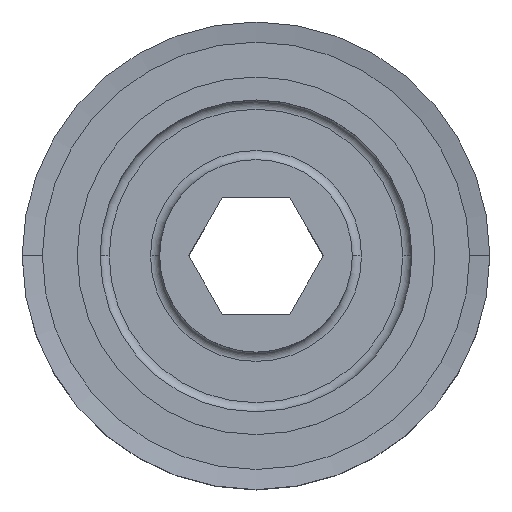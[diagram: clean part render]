
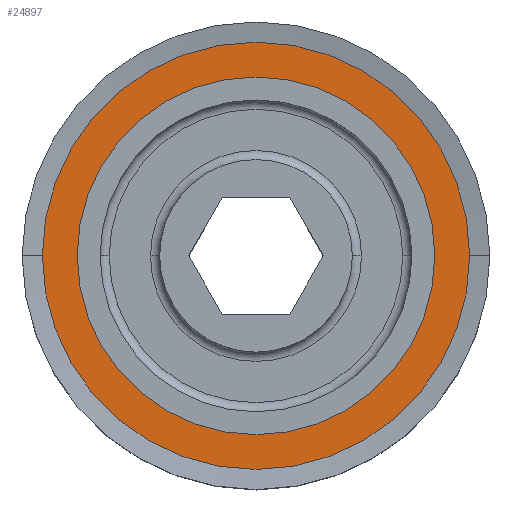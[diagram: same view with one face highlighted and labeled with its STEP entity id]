
A CAD part, top view. The second image highlights one B-rep face of the part: STEP entity #24897.
In plain terms, the highlighted planar face has unit normal (0, 0, 1).
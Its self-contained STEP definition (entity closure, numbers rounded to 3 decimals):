
#274 = CARTESIAN_POINT ( 'NONE',  ( 0., 0., 10.625 ) ) ;
#741 = CIRCLE ( 'NONE', #23030, 19.5 ) ;
#1184 = VERTEX_POINT ( 'NONE', #22275 ) ;
#1492 = CARTESIAN_POINT ( 'NONE',  ( 0., 0., 10.625 ) ) ;
#1653 = DIRECTION ( 'NONE',  ( 0., 0., -1. ) ) ;
#2635 = VERTEX_POINT ( 'NONE', #11711 ) ;
#3045 = CIRCLE ( 'NONE', #11780, 23.3 ) ;
#3448 = EDGE_CURVE ( 'NONE', #7465, #1184, #741, .T. ) ;
#3862 = CARTESIAN_POINT ( 'NONE',  ( 0., 0., 10.625 ) ) ;
#4613 = ORIENTED_EDGE ( 'NONE', *, *, #11664, .F. ) ;
#4699 = CARTESIAN_POINT ( 'NONE',  ( -23.3, 0., 10.625 ) ) ;
#5478 = DIRECTION ( 'NONE',  ( 0., 0., 1. ) ) ;
#5857 = ORIENTED_EDGE ( 'NONE', *, *, #18060, .F. ) ;
#7331 = EDGE_CURVE ( 'NONE', #1184, #7465, #17072, .T. ) ;
#7465 = VERTEX_POINT ( 'NONE', #19705 ) ;
#7984 = CIRCLE ( 'NONE', #21347, 23.3 ) ;
#8681 = EDGE_LOOP ( 'NONE', ( #9522, #10902 ) ) ;
#9522 = ORIENTED_EDGE ( 'NONE', *, *, #7331, .T. ) ;
#9558 = DIRECTION ( 'NONE',  ( -1., 0., 0. ) ) ;
#10902 = ORIENTED_EDGE ( 'NONE', *, *, #3448, .T. ) ;
#11031 = DIRECTION ( 'NONE',  ( 1., 0., 0. ) ) ;
#11198 = DIRECTION ( 'NONE',  ( 0., 0., -1. ) ) ;
#11320 = DIRECTION ( 'NONE',  ( 1., 0., 0. ) ) ;
#11664 = EDGE_CURVE ( 'NONE', #19679, #2635, #7984, .T. ) ;
#11711 = CARTESIAN_POINT ( 'NONE',  ( 23.3, 0., 10.625 ) ) ;
#11780 = AXIS2_PLACEMENT_3D ( 'NONE', #3862, #1653, #9558 ) ;
#12398 = FACE_OUTER_BOUND ( 'NONE', #13368, .T. ) ;
#13368 = EDGE_LOOP ( 'NONE', ( #5857, #4613 ) ) ;
#13872 = DIRECTION ( 'NONE',  ( -1., 0., 0. ) ) ;
#14130 = AXIS2_PLACEMENT_3D ( 'NONE', #22731, #11198, #11031 ) ;
#14360 = AXIS2_PLACEMENT_3D ( 'NONE', #15102, #5478, #11320 ) ;
#15102 = CARTESIAN_POINT ( 'NONE',  ( 0., 0., 10.625 ) ) ;
#17053 = DIRECTION ( 'NONE',  ( 0., 0., -1. ) ) ;
#17072 = CIRCLE ( 'NONE', #14130, 19.5 ) ;
#18060 = EDGE_CURVE ( 'NONE', #2635, #19679, #3045, .T. ) ;
#18580 = PLANE ( 'NONE',  #14360 ) ;
#18830 = DIRECTION ( 'NONE',  ( 1., 0., 0. ) ) ;
#19354 = FACE_BOUND ( 'NONE', #8681, .T. ) ;
#19679 = VERTEX_POINT ( 'NONE', #4699 ) ;
#19705 = CARTESIAN_POINT ( 'NONE',  ( -19.5, 0., 10.625 ) ) ;
#19711 = DIRECTION ( 'NONE',  ( 0., 0., -1. ) ) ;
#21347 = AXIS2_PLACEMENT_3D ( 'NONE', #274, #19711, #13872 ) ;
#22275 = CARTESIAN_POINT ( 'NONE',  ( 19.5, 0., 10.625 ) ) ;
#22731 = CARTESIAN_POINT ( 'NONE',  ( 0., 0., 10.625 ) ) ;
#23030 = AXIS2_PLACEMENT_3D ( 'NONE', #1492, #17053, #18830 ) ;
#24897 = ADVANCED_FACE ( 'NONE', ( #19354, #12398 ), #18580, .T. ) ;
